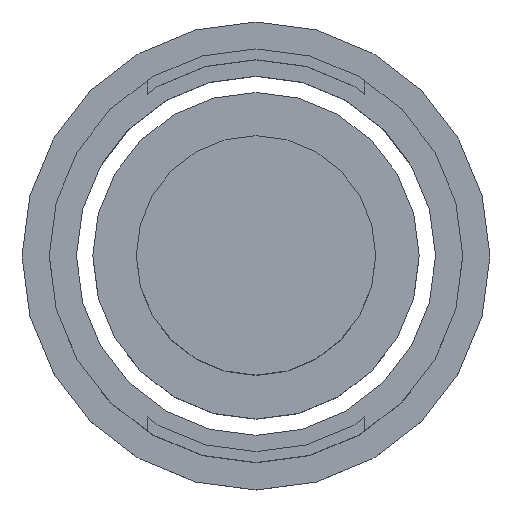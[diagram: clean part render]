
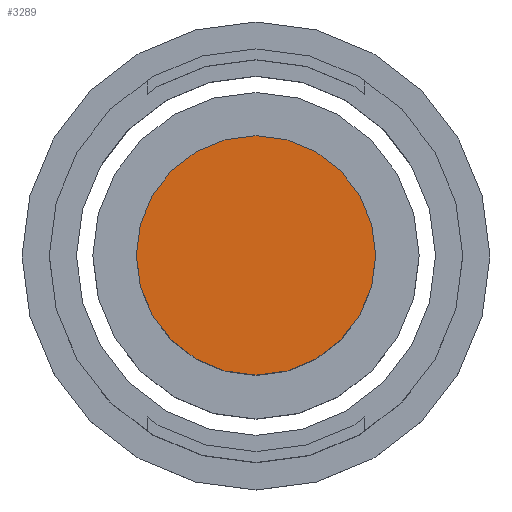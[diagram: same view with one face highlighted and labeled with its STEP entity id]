
A CAD part, top view. The second image highlights one B-rep face of the part: STEP entity #3289.
In plain terms, the highlighted planar face has unit normal (0, 0, 1).
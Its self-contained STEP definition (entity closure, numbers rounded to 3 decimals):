
#23=FACE_OUTER_BOUND('',#192,.T.);
#192=EDGE_LOOP('',(#2171,#2172,#2173,#2174,#2175,#2176,#2177,#2178,#2179,
#2180,#2181,#2182,#2183,#2184,#2185,#2186,#2187,#2188,#2189,#2190,#2191,
#2192,#2193,#2194));
#389=LINE('',#4529,#875);
#390=LINE('',#4531,#876);
#391=LINE('',#4533,#877);
#392=LINE('',#4535,#878);
#393=LINE('',#4537,#879);
#394=LINE('',#4539,#880);
#395=LINE('',#4541,#881);
#396=LINE('',#4543,#882);
#397=LINE('',#4545,#883);
#398=LINE('',#4547,#884);
#399=LINE('',#4549,#885);
#400=LINE('',#4551,#886);
#401=LINE('',#4553,#887);
#402=LINE('',#4555,#888);
#403=LINE('',#4557,#889);
#404=LINE('',#4559,#890);
#405=LINE('',#4561,#891);
#406=LINE('',#4563,#892);
#407=LINE('',#4565,#893);
#408=LINE('',#4567,#894);
#409=LINE('',#4569,#895);
#410=LINE('',#4571,#896);
#411=LINE('',#4573,#897);
#412=LINE('',#4574,#898);
#875=VECTOR('',#3680,44.);
#876=VECTOR('',#3681,44.);
#877=VECTOR('',#3682,44.);
#878=VECTOR('',#3683,44.);
#879=VECTOR('',#3684,44.);
#880=VECTOR('',#3685,44.);
#881=VECTOR('',#3686,44.);
#882=VECTOR('',#3687,44.);
#883=VECTOR('',#3688,44.);
#884=VECTOR('',#3689,44.);
#885=VECTOR('',#3690,44.);
#886=VECTOR('',#3691,44.);
#887=VECTOR('',#3692,44.);
#888=VECTOR('',#3693,44.);
#889=VECTOR('',#3694,44.);
#890=VECTOR('',#3695,44.);
#891=VECTOR('',#3696,44.);
#892=VECTOR('',#3697,44.);
#893=VECTOR('',#3698,44.);
#894=VECTOR('',#3699,44.);
#895=VECTOR('',#3700,44.);
#896=VECTOR('',#3701,44.);
#897=VECTOR('',#3702,44.);
#898=VECTOR('',#3703,44.);
#1361=VERTEX_POINT('',#4527);
#1362=VERTEX_POINT('',#4528);
#1363=VERTEX_POINT('',#4530);
#1364=VERTEX_POINT('',#4532);
#1365=VERTEX_POINT('',#4534);
#1366=VERTEX_POINT('',#4536);
#1367=VERTEX_POINT('',#4538);
#1368=VERTEX_POINT('',#4540);
#1369=VERTEX_POINT('',#4542);
#1370=VERTEX_POINT('',#4544);
#1371=VERTEX_POINT('',#4546);
#1372=VERTEX_POINT('',#4548);
#1373=VERTEX_POINT('',#4550);
#1374=VERTEX_POINT('',#4552);
#1375=VERTEX_POINT('',#4554);
#1376=VERTEX_POINT('',#4556);
#1377=VERTEX_POINT('',#4558);
#1378=VERTEX_POINT('',#4560);
#1379=VERTEX_POINT('',#4562);
#1380=VERTEX_POINT('',#4564);
#1381=VERTEX_POINT('',#4566);
#1382=VERTEX_POINT('',#4568);
#1383=VERTEX_POINT('',#4570);
#1384=VERTEX_POINT('',#4572);
#1685=EDGE_CURVE('',#1361,#1362,#389,.T.);
#1686=EDGE_CURVE('',#1363,#1361,#390,.T.);
#1687=EDGE_CURVE('',#1364,#1363,#391,.T.);
#1688=EDGE_CURVE('',#1365,#1364,#392,.T.);
#1689=EDGE_CURVE('',#1366,#1365,#393,.T.);
#1690=EDGE_CURVE('',#1367,#1366,#394,.T.);
#1691=EDGE_CURVE('',#1368,#1367,#395,.T.);
#1692=EDGE_CURVE('',#1369,#1368,#396,.T.);
#1693=EDGE_CURVE('',#1370,#1369,#397,.T.);
#1694=EDGE_CURVE('',#1371,#1370,#398,.T.);
#1695=EDGE_CURVE('',#1372,#1371,#399,.T.);
#1696=EDGE_CURVE('',#1373,#1372,#400,.T.);
#1697=EDGE_CURVE('',#1374,#1373,#401,.T.);
#1698=EDGE_CURVE('',#1375,#1374,#402,.T.);
#1699=EDGE_CURVE('',#1376,#1375,#403,.T.);
#1700=EDGE_CURVE('',#1377,#1376,#404,.T.);
#1701=EDGE_CURVE('',#1378,#1377,#405,.T.);
#1702=EDGE_CURVE('',#1379,#1378,#406,.T.);
#1703=EDGE_CURVE('',#1380,#1379,#407,.T.);
#1704=EDGE_CURVE('',#1381,#1380,#408,.T.);
#1705=EDGE_CURVE('',#1382,#1381,#409,.T.);
#1706=EDGE_CURVE('',#1383,#1382,#410,.T.);
#1707=EDGE_CURVE('',#1384,#1383,#411,.T.);
#1708=EDGE_CURVE('',#1362,#1384,#412,.T.);
#2171=ORIENTED_EDGE('',*,*,#1685,.F.);
#2172=ORIENTED_EDGE('',*,*,#1686,.F.);
#2173=ORIENTED_EDGE('',*,*,#1687,.F.);
#2174=ORIENTED_EDGE('',*,*,#1688,.F.);
#2175=ORIENTED_EDGE('',*,*,#1689,.F.);
#2176=ORIENTED_EDGE('',*,*,#1690,.F.);
#2177=ORIENTED_EDGE('',*,*,#1691,.F.);
#2178=ORIENTED_EDGE('',*,*,#1692,.F.);
#2179=ORIENTED_EDGE('',*,*,#1693,.F.);
#2180=ORIENTED_EDGE('',*,*,#1694,.F.);
#2181=ORIENTED_EDGE('',*,*,#1695,.F.);
#2182=ORIENTED_EDGE('',*,*,#1696,.F.);
#2183=ORIENTED_EDGE('',*,*,#1697,.F.);
#2184=ORIENTED_EDGE('',*,*,#1698,.F.);
#2185=ORIENTED_EDGE('',*,*,#1699,.F.);
#2186=ORIENTED_EDGE('',*,*,#1700,.F.);
#2187=ORIENTED_EDGE('',*,*,#1701,.F.);
#2188=ORIENTED_EDGE('',*,*,#1702,.F.);
#2189=ORIENTED_EDGE('',*,*,#1703,.F.);
#2190=ORIENTED_EDGE('',*,*,#1704,.F.);
#2191=ORIENTED_EDGE('',*,*,#1705,.F.);
#2192=ORIENTED_EDGE('',*,*,#1706,.F.);
#2193=ORIENTED_EDGE('',*,*,#1707,.F.);
#2194=ORIENTED_EDGE('',*,*,#1708,.F.);
#3120=PLANE('',#3482);
#3289=ADVANCED_FACE('',(#23),#3120,.F.);
#3482=AXIS2_PLACEMENT_3D('',#4526,#3678,#3679);
#3678=DIRECTION('center_axis',(0.,0.,-1.));
#3679=DIRECTION('ref_axis',(0.,1.,0.));
#3680=DIRECTION('',(0.131,-0.991,0.));
#3681=DIRECTION('',(0.383,-0.924,0.));
#3682=DIRECTION('',(0.609,-0.793,0.));
#3683=DIRECTION('',(0.793,-0.609,0.));
#3684=DIRECTION('',(0.924,-0.383,0.));
#3685=DIRECTION('',(0.991,-0.131,0.));
#3686=DIRECTION('',(0.991,0.131,0.));
#3687=DIRECTION('',(0.924,0.383,0.));
#3688=DIRECTION('',(0.793,0.609,0.));
#3689=DIRECTION('',(0.609,0.793,0.));
#3690=DIRECTION('',(0.383,0.924,0.));
#3691=DIRECTION('',(0.131,0.991,0.));
#3692=DIRECTION('',(-0.131,0.991,0.));
#3693=DIRECTION('',(-0.383,0.924,0.));
#3694=DIRECTION('',(-0.609,0.793,0.));
#3695=DIRECTION('',(-0.793,0.609,0.));
#3696=DIRECTION('',(-0.924,0.383,0.));
#3697=DIRECTION('',(-0.991,0.131,0.));
#3698=DIRECTION('',(-0.991,-0.131,0.));
#3699=DIRECTION('',(-0.924,-0.383,0.));
#3700=DIRECTION('',(-0.793,-0.609,0.));
#3701=DIRECTION('',(-0.609,-0.793,0.));
#3702=DIRECTION('',(-0.383,-0.924,0.));
#3703=DIRECTION('',(-0.131,-0.991,0.));
#4526=CARTESIAN_POINT('Origin',(-6.,0.,
60.));
#4527=CARTESIAN_POINT('',(15.25,5.694,60.));
#4528=CARTESIAN_POINT('',(16.,0.,60.));
#4529=CARTESIAN_POINT('',(15.25,5.694,60.));
#4530=CARTESIAN_POINT('',(13.053,11.,60.));
#4531=CARTESIAN_POINT('',(13.053,11.,60.));
#4532=CARTESIAN_POINT('',(9.556,15.556,60.));
#4533=CARTESIAN_POINT('',(9.556,15.556,60.));
#4534=CARTESIAN_POINT('',(5.,19.053,60.));
#4535=CARTESIAN_POINT('',(5.,19.053,60.));
#4536=CARTESIAN_POINT('',(-0.306,21.25,60.));
#4537=CARTESIAN_POINT('',(-0.306,21.25,60.));
#4538=CARTESIAN_POINT('',(-6.,22.,60.));
#4539=CARTESIAN_POINT('',(-6.,22.,60.));
#4540=CARTESIAN_POINT('',(-11.694,21.25,60.));
#4541=CARTESIAN_POINT('',(-11.694,21.25,60.));
#4542=CARTESIAN_POINT('',(-17.,19.053,60.));
#4543=CARTESIAN_POINT('',(-17.,19.053,60.));
#4544=CARTESIAN_POINT('',(-21.556,15.556,60.));
#4545=CARTESIAN_POINT('',(-21.556,15.556,60.));
#4546=CARTESIAN_POINT('',(-25.053,11.,60.));
#4547=CARTESIAN_POINT('',(-25.053,11.,60.));
#4548=CARTESIAN_POINT('',(-27.25,5.694,60.));
#4549=CARTESIAN_POINT('',(-27.25,5.694,60.));
#4550=CARTESIAN_POINT('',(-28.,0.,60.));
#4551=CARTESIAN_POINT('',(-28.,0.,60.));
#4552=CARTESIAN_POINT('',(-27.25,-5.694,60.));
#4553=CARTESIAN_POINT('',(-27.25,-5.694,60.));
#4554=CARTESIAN_POINT('',(-25.053,-11.,60.));
#4555=CARTESIAN_POINT('',(-25.053,-11.,60.));
#4556=CARTESIAN_POINT('',(-21.556,-15.556,60.));
#4557=CARTESIAN_POINT('',(-21.556,-15.556,60.));
#4558=CARTESIAN_POINT('',(-17.,-19.053,60.));
#4559=CARTESIAN_POINT('',(-17.,-19.053,60.));
#4560=CARTESIAN_POINT('',(-11.694,-21.25,60.));
#4561=CARTESIAN_POINT('',(-11.694,-21.25,60.));
#4562=CARTESIAN_POINT('',(-6.,-22.,60.));
#4563=CARTESIAN_POINT('',(-6.,-22.,60.));
#4564=CARTESIAN_POINT('',(-0.306,-21.25,60.));
#4565=CARTESIAN_POINT('',(-0.306,-21.25,60.));
#4566=CARTESIAN_POINT('',(5.,-19.053,60.));
#4567=CARTESIAN_POINT('',(5.,-19.053,60.));
#4568=CARTESIAN_POINT('',(9.556,-15.556,60.));
#4569=CARTESIAN_POINT('',(9.556,-15.556,60.));
#4570=CARTESIAN_POINT('',(13.053,-11.,60.));
#4571=CARTESIAN_POINT('',(13.053,-11.,60.));
#4572=CARTESIAN_POINT('',(15.25,-5.694,60.));
#4573=CARTESIAN_POINT('',(15.25,-5.694,60.));
#4574=CARTESIAN_POINT('',(16.,0.,60.));
